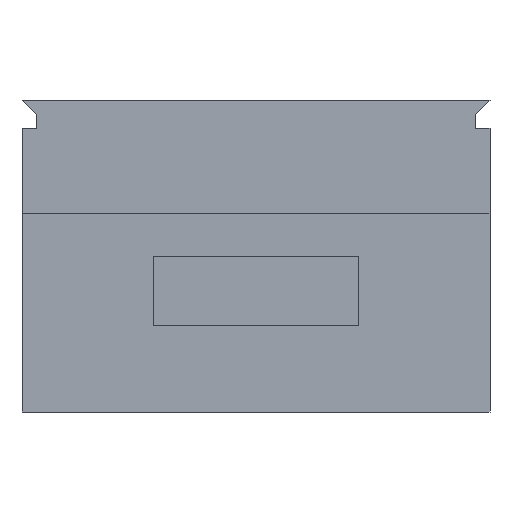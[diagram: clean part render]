
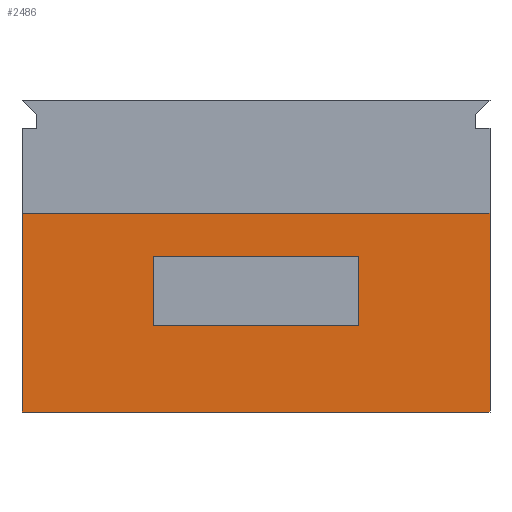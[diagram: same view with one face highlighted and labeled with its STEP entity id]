
A CAD part, front view. The second image highlights one B-rep face of the part: STEP entity #2486.
In plain terms, the highlighted planar face has unit normal (0, -1, 0).
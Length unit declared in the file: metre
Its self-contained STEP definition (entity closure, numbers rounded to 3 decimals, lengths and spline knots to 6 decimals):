
#306=ORIENTED_EDGE('',*,*,#926,.F.);
#307=ORIENTED_EDGE('',*,*,#925,.T.);
#308=ORIENTED_EDGE('',*,*,#922,.T.);
#309=ORIENTED_EDGE('',*,*,#919,.F.);
#310=ORIENTED_EDGE('',*,*,#933,.F.);
#311=ORIENTED_EDGE('',*,*,#829,.T.);
#312=ORIENTED_EDGE('',*,*,#934,.T.);
#313=ORIENTED_EDGE('',*,*,#930,.T.);
#829=EDGE_CURVE('',#1176,#1175,#1409,.T.);
#919=EDGE_CURVE('',#1243,#1244,#1473,.T.);
#922=EDGE_CURVE('',#1245,#1244,#1476,.T.);
#925=EDGE_CURVE('',#1246,#1245,#1479,.T.);
#926=EDGE_CURVE('',#1246,#1243,#1480,.T.);
#930=EDGE_CURVE('',#1247,#1250,#1484,.T.);
#933=EDGE_CURVE('',#1176,#1250,#1487,.T.);
#934=EDGE_CURVE('',#1175,#1247,#1488,.T.);
#1175=VERTEX_POINT('',#3528);
#1176=VERTEX_POINT('',#3530);
#1243=VERTEX_POINT('',#3720);
#1244=VERTEX_POINT('',#3721);
#1245=VERTEX_POINT('',#3726);
#1246=VERTEX_POINT('',#3730);
#1247=VERTEX_POINT('',#3736);
#1250=VERTEX_POINT('',#3741);
#1409=LINE('',#3529,#1693);
#1473=LINE('',#3719,#1757);
#1476=LINE('',#3725,#1760);
#1479=LINE('',#3731,#1763);
#1480=LINE('',#3733,#1764);
#1484=LINE('',#3742,#1768);
#1487=LINE('',#3746,#1771);
#1488=LINE('',#3748,#1772);
#1693=VECTOR('',#2837,1.);
#1757=VECTOR('',#3019,1.);
#1760=VECTOR('',#3024,1.);
#1763=VECTOR('',#3029,1.);
#1764=VECTOR('',#3032,1.);
#1768=VECTOR('',#3038,1.);
#1771=VECTOR('',#3043,1.);
#1772=VECTOR('',#3046,1.);
#2020=EDGE_LOOP('',(#306,#307,#308,#309));
#2021=EDGE_LOOP('',(#310,#311,#312,#313));
#2216=FACE_BOUND('',#2020,.T.);
#2217=FACE_BOUND('',#2021,.T.);
#2376=PLANE('',#2674);
#2486=ADVANCED_FACE('',(#2216,#2217),#2376,.F.);
#2674=AXIS2_PLACEMENT_3D('',#3747,#3044,#3045);
#2837=DIRECTION('',(-1.,0.,0.));
#3019=DIRECTION('',(1.,0.,0.));
#3024=DIRECTION('',(0.,0.,-1.));
#3029=DIRECTION('',(1.,0.,0.));
#3032=DIRECTION('',(0.,0.,-1.));
#3038=DIRECTION('',(1.,0.,0.));
#3043=DIRECTION('',(0.,0.,-1.));
#3044=DIRECTION('',(0.,1.,0.));
#3045=DIRECTION('',(0.,0.,1.));
#3046=DIRECTION('',(0.,0.,-1.));
#3528=CARTESIAN_POINT('',(0.,0.,0.07));
#3529=CARTESIAN_POINT('',(0.0825,0.,0.07));
#3530=CARTESIAN_POINT('',(0.165,0.,0.07));
#3719=CARTESIAN_POINT('',(0.0825,0.,0.0305));
#3720=CARTESIAN_POINT('',(0.04625,0.,0.0305));
#3721=CARTESIAN_POINT('',(0.11875,0.,0.0305));
#3725=CARTESIAN_POINT('',(0.11875,0.,0.11));
#3726=CARTESIAN_POINT('',(0.11875,0.,0.055));
#3730=CARTESIAN_POINT('',(0.04625,0.,0.055));
#3731=CARTESIAN_POINT('',(0.0825,0.,0.055));
#3733=CARTESIAN_POINT('',(0.04625,0.,0.11));
#3736=CARTESIAN_POINT('',(0.,0.,0.));
#3741=CARTESIAN_POINT('',(0.165,0.,0.));
#3742=CARTESIAN_POINT('',(0.0825,0.,0.));
#3746=CARTESIAN_POINT('',(0.165,0.,0.11));
#3747=CARTESIAN_POINT('',(0.0825,0.,0.11));
#3748=CARTESIAN_POINT('',(0.,0.,0.11));
